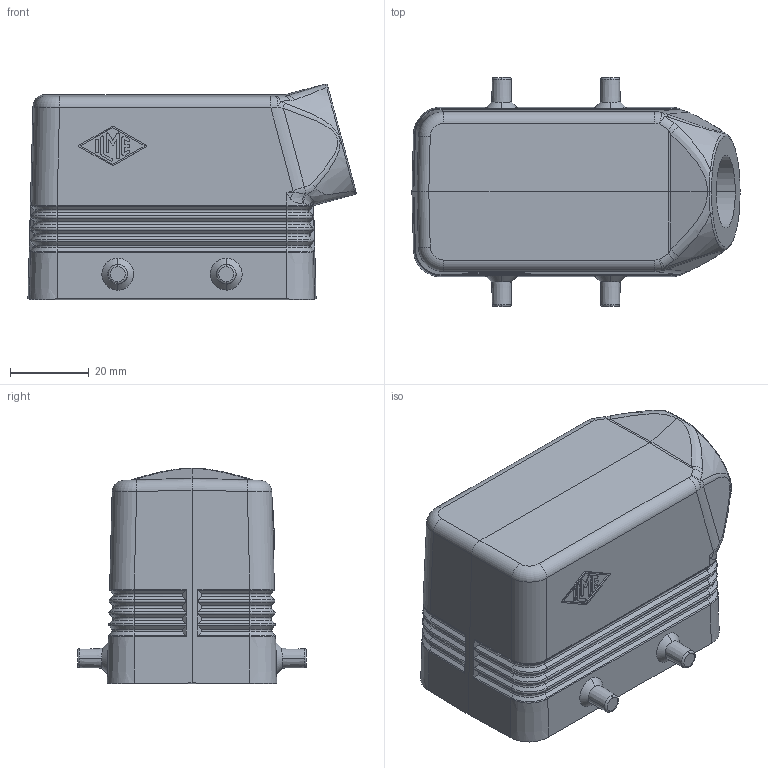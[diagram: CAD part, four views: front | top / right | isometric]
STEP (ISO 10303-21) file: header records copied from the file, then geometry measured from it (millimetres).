
FILE_DESCRIPTION(('Creo Elements/Direct Modeling STEP Export'),'2;1');
FILE_NAME('0ln7uvk5kq5n1li4868','2022-09-20T11:28:13',(''),(''),'Creo Elements/Direct Modeling STEP processor for AP214 (Solid Model)','Creo Elements/Direct Modeling 20.1B 02-Apr-2019 (C) Parametric Technology GmbH','');
FILE_SCHEMA(('AUTOMOTIVE_DESIGN { 1 0 10303 214 1 1 1 1 }'));
Length unit declared in the file: millimetre
Products named in the file (2): MHOR 10.20
Assembly tree (1 placements, depth 2):
  MHOR 10.20
    MHOR 10.20
Bounding box: 83.12 x 58 x 54.65 mm (x, y, z)
Volume: 46992 mm3; surface area: 28329.2 mm2
Topology: 1 solids, 1 shells, 506 faces, 1193 edges, 700 vertices
Faces by surface type: plane 163, cylinder 145, bspline 78, cone 64, torus 50, sphere 6
Entity records: 22971 total; most frequent: CARTESIAN_POINT 8140, ORIENTED_EDGE 2378, DIRECTION 2092, EDGE_CURVE 1189, AXIS2_PLACEMENT_3D 775, VERTEX_POINT 700, VECTOR 542, LINE 542
